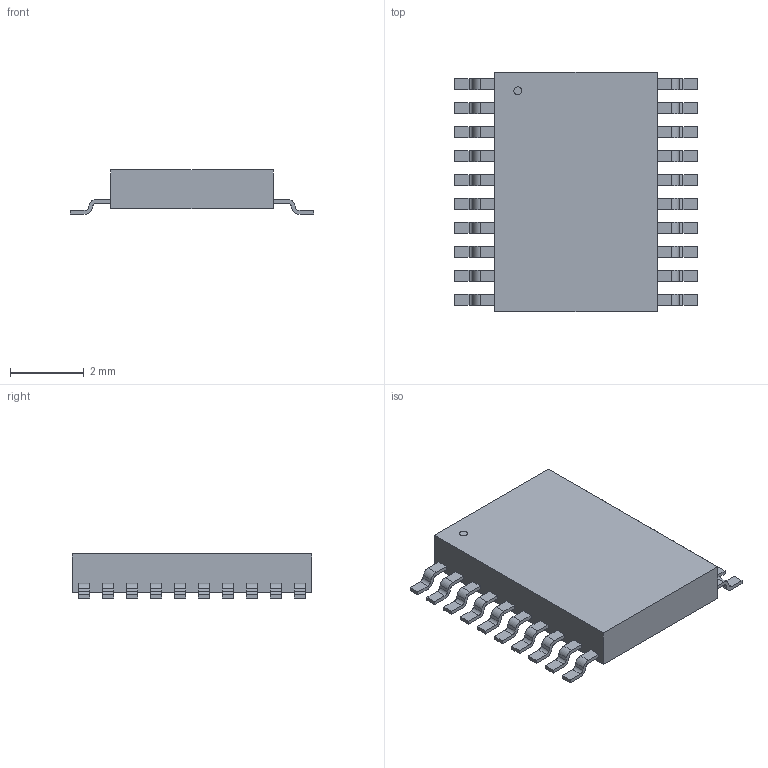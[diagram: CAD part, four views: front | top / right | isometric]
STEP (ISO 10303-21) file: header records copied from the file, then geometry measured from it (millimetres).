
FILE_DESCRIPTION(('STEP AP214'),'1');
FILE_NAME('RU_20_ADI','2021-04-08T08:21:18',(''),(''),'','','');
FILE_SCHEMA(('AUTOMOTIVE_DESIGN'));
Length unit declared in the file: millimetre
Products named in the file (1): product
Bounding box: 6.6 x 6.5 x 1.2 mm (x, y, z)
Volume: 30.8 mm3; surface area: 101.6 mm2
Topology: 22 solids, 22 shells, 289 faces, 735 edges, 490 vertices
Faces by surface type: plane 208, cylinder 81
Full cylindrical faces by diameter (mm): 0.22 x1
Entity records: 8336 total; most frequent: DIRECTION 1478, ORIENTED_EDGE 1468, CARTESIAN_POINT 863, EDGE_CURVE 734, LINE 572, VECTOR 572, VERTEX_POINT 490, AXIS2_PLACEMENT_3D 453
